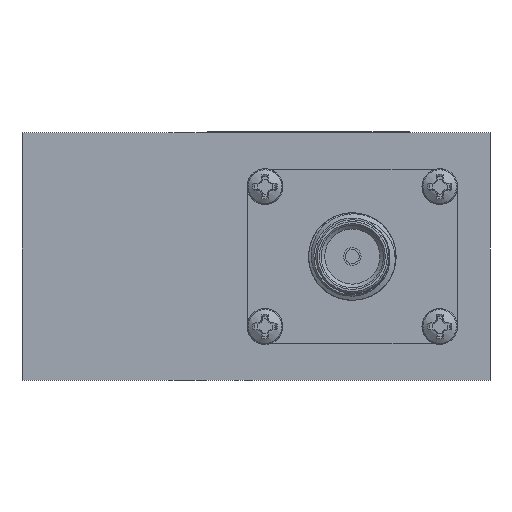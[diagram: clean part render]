
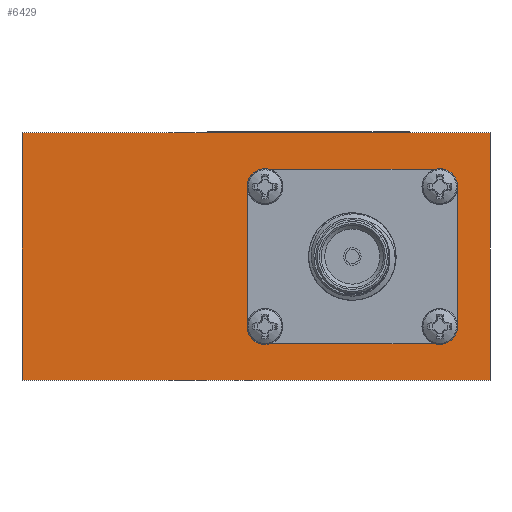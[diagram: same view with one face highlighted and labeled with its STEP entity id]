
A CAD part, left-side view. The second image highlights one B-rep face of the part: STEP entity #6429.
In plain terms, the highlighted planar face has unit normal (-1, 0, 0).
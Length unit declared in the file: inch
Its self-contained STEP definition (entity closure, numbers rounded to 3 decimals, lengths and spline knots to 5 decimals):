
#281 = FACE_BOUND ( 'NONE', #5263, .T. ) ;
#284 = CARTESIAN_POINT ( 'NONE',  ( -0.62992, 0.66929, -0.35433 ) ) ;
#301 = EDGE_CURVE ( 'NONE', #9683, #9142, #2535, .T. ) ;
#337 = LINE ( 'NONE', #11142, #6761 ) ;
#412 = CARTESIAN_POINT ( 'NONE',  ( -0.62992, -0.52559, 0.2 ) ) ;
#585 = CARTESIAN_POINT ( 'NONE',  ( -0.62992, -0.66929, -0.35433 ) ) ;
#710 = VERTEX_POINT ( 'NONE', #7928 ) ;
#738 = LINE ( 'NONE', #11059, #2313 ) ;
#846 = VERTEX_POINT ( 'NONE', #4280 ) ;
#864 = VERTEX_POINT ( 'NONE', #10068 ) ;
#930 = DIRECTION ( 'NONE',  ( 0., 1., 0. ) ) ;
#973 = CIRCLE ( 'NONE', #10608, 0.05 ) ;
#1030 = DIRECTION ( 'NONE',  ( 1., 0., 0. ) ) ;
#1267 = CARTESIAN_POINT ( 'NONE',  ( -0.62992, 0.66929, 0.35433 ) ) ;
#1286 = CARTESIAN_POINT ( 'NONE',  ( -0.62992, -0.52559, -0.2 ) ) ;
#1348 = VECTOR ( 'NONE', #2697, 39.37008 ) ;
#1501 = DIRECTION ( 'NONE',  ( 1., 0., 0. ) ) ;
#1593 = DIRECTION ( 'NONE',  ( 0., -1., 0. ) ) ;
#1770 = VECTOR ( 'NONE', #930, 39.37008 ) ;
#1859 = CARTESIAN_POINT ( 'NONE',  ( -0.62992, 0.02441, -0.25 ) ) ;
#1924 = VERTEX_POINT ( 'NONE', #284 ) ;
#2313 = VECTOR ( 'NONE', #2456, 39.37008 ) ;
#2327 = ORIENTED_EDGE ( 'NONE', *, *, #4594, .F. ) ;
#2456 = DIRECTION ( 'NONE',  ( 0., 0., -1. ) ) ;
#2473 = LINE ( 'NONE', #585, #7405 ) ;
#2535 = CIRCLE ( 'NONE', #9546, 0.05 ) ;
#2553 = VECTOR ( 'NONE', #6586, 39.37008 ) ;
#2697 = DIRECTION ( 'NONE',  ( 0., 0., -1. ) ) ;
#2758 = CARTESIAN_POINT ( 'NONE',  ( -0.62992, 0.02441, -0.25 ) ) ;
#3569 = CARTESIAN_POINT ( 'NONE',  ( -0.62992, -0.52559, 0.25 ) ) ;
#3767 = AXIS2_PLACEMENT_3D ( 'NONE', #412, #5254, #6200 ) ;
#3991 = CARTESIAN_POINT ( 'NONE',  ( -0.62992, -0.57559, 0.2 ) ) ;
#4017 = ORIENTED_EDGE ( 'NONE', *, *, #5826, .T. ) ;
#4049 = EDGE_CURVE ( 'NONE', #864, #10280, #11382, .T. ) ;
#4061 = EDGE_CURVE ( 'NONE', #10145, #5593, #9191, .T. ) ;
#4181 = DIRECTION ( 'NONE',  ( 1., 0., 0. ) ) ;
#4280 = CARTESIAN_POINT ( 'NONE',  ( -0.62992, 0.66929, 0.35433 ) ) ;
#4594 = EDGE_CURVE ( 'NONE', #846, #6550, #8049, .T. ) ;
#4625 = ORIENTED_EDGE ( 'NONE', *, *, #11795, .F. ) ;
#4746 = LINE ( 'NONE', #1859, #8872 ) ;
#4860 = DIRECTION ( 'NONE',  ( 0., 1., 0. ) ) ;
#4881 = EDGE_CURVE ( 'NONE', #710, #7229, #973, .T. ) ;
#5027 = ORIENTED_EDGE ( 'NONE', *, *, #11727, .T. ) ;
#5249 = ORIENTED_EDGE ( 'NONE', *, *, #8876, .F. ) ;
#5254 = DIRECTION ( 'NONE',  ( 1., 0., 0. ) ) ;
#5263 = EDGE_LOOP ( 'NONE', ( #8432, #6371, #8771, #6634, #7913, #10880, #4625, #10936 ) ) ;
#5593 = VERTEX_POINT ( 'NONE', #3991 ) ;
#5772 = LINE ( 'NONE', #10730, #1770 ) ;
#5826 = EDGE_CURVE ( 'NONE', #1924, #7636, #2473, .T. ) ;
#5975 = AXIS2_PLACEMENT_3D ( 'NONE', #7326, #8139, #12034 ) ;
#5985 = EDGE_CURVE ( 'NONE', #10145, #7229, #5772, .T. ) ;
#6007 = CARTESIAN_POINT ( 'NONE',  ( -0.62992, -0.66929, 0.35433 ) ) ;
#6194 = VECTOR ( 'NONE', #7044, 39.37008 ) ;
#6200 = DIRECTION ( 'NONE',  ( 0., 1., 0. ) ) ;
#6371 = ORIENTED_EDGE ( 'NONE', *, *, #4061, .T. ) ;
#6429 = ADVANCED_FACE ( 'NONE', ( #10035, #281 ), #9775, .F. ) ;
#6550 = VERTEX_POINT ( 'NONE', #6007 ) ;
#6586 = DIRECTION ( 'NONE',  ( 0., 0., -1. ) ) ;
#6634 = ORIENTED_EDGE ( 'NONE', *, *, #301, .T. ) ;
#6638 = DIRECTION ( 'NONE',  ( 0., -1., 0. ) ) ;
#6761 = VECTOR ( 'NONE', #10082, 39.37008 ) ;
#7014 = CARTESIAN_POINT ( 'NONE',  ( -0.62992, -0.66929, 0.35433 ) ) ;
#7044 = DIRECTION ( 'NONE',  ( 0., -1., 0. ) ) ;
#7223 = DIRECTION ( 'NONE',  ( 0., 1., 0. ) ) ;
#7229 = VERTEX_POINT ( 'NONE', #10440 ) ;
#7326 = CARTESIAN_POINT ( 'NONE',  ( -0.62992, -0.02559, -0.2 ) ) ;
#7405 = VECTOR ( 'NONE', #1593, 39.37008 ) ;
#7636 = VERTEX_POINT ( 'NONE', #12405 ) ;
#7913 = ORIENTED_EDGE ( 'NONE', *, *, #10728, .F. ) ;
#7928 = CARTESIAN_POINT ( 'NONE',  ( -0.62992, 0.02441, 0.2 ) ) ;
#8049 = LINE ( 'NONE', #9932, #6194 ) ;
#8139 = DIRECTION ( 'NONE',  ( 1., 0., 0. ) ) ;
#8432 = ORIENTED_EDGE ( 'NONE', *, *, #5985, .F. ) ;
#8771 = ORIENTED_EDGE ( 'NONE', *, *, #11408, .F. ) ;
#8776 = CARTESIAN_POINT ( 'NONE',  ( -0.62992, -0.52559, -0.25 ) ) ;
#8872 = VECTOR ( 'NONE', #6638, 39.37008 ) ;
#8876 = EDGE_CURVE ( 'NONE', #6550, #7636, #738, .T. ) ;
#9142 = VERTEX_POINT ( 'NONE', #8776 ) ;
#9191 = CIRCLE ( 'NONE', #3767, 0.05 ) ;
#9413 = AXIS2_PLACEMENT_3D ( 'NONE', #7014, #4181, #11900 ) ;
#9546 = AXIS2_PLACEMENT_3D ( 'NONE', #1286, #1030, #4860 ) ;
#9683 = VERTEX_POINT ( 'NONE', #12147 ) ;
#9775 = PLANE ( 'NONE',  #9413 ) ;
#9877 = LINE ( 'NONE', #1267, #1348 ) ;
#9932 = CARTESIAN_POINT ( 'NONE',  ( -0.62992, -0.66929, 0.35433 ) ) ;
#10035 = FACE_OUTER_BOUND ( 'NONE', #11650, .T. ) ;
#10068 = CARTESIAN_POINT ( 'NONE',  ( -0.62992, -0.02559, -0.25 ) ) ;
#10082 = DIRECTION ( 'NONE',  ( 0., 0., 1. ) ) ;
#10145 = VERTEX_POINT ( 'NONE', #3569 ) ;
#10280 = VERTEX_POINT ( 'NONE', #11479 ) ;
#10348 = LINE ( 'NONE', #2758, #2553 ) ;
#10440 = CARTESIAN_POINT ( 'NONE',  ( -0.62992, -0.02559, 0.25 ) ) ;
#10608 = AXIS2_PLACEMENT_3D ( 'NONE', #10855, #1501, #7223 ) ;
#10728 = EDGE_CURVE ( 'NONE', #864, #9142, #4746, .T. ) ;
#10730 = CARTESIAN_POINT ( 'NONE',  ( -0.62992, 0.02441, 0.25 ) ) ;
#10855 = CARTESIAN_POINT ( 'NONE',  ( -0.62992, -0.02559, 0.2 ) ) ;
#10880 = ORIENTED_EDGE ( 'NONE', *, *, #4049, .T. ) ;
#10936 = ORIENTED_EDGE ( 'NONE', *, *, #4881, .T. ) ;
#11059 = CARTESIAN_POINT ( 'NONE',  ( -0.62992, -0.66929, 0.35433 ) ) ;
#11142 = CARTESIAN_POINT ( 'NONE',  ( -0.62992, -0.57559, -0.25 ) ) ;
#11382 = CIRCLE ( 'NONE', #5975, 0.05 ) ;
#11408 = EDGE_CURVE ( 'NONE', #9683, #5593, #337, .T. ) ;
#11479 = CARTESIAN_POINT ( 'NONE',  ( -0.62992, 0.02441, -0.2 ) ) ;
#11650 = EDGE_LOOP ( 'NONE', ( #4017, #5249, #2327, #5027 ) ) ;
#11727 = EDGE_CURVE ( 'NONE', #846, #1924, #9877, .T. ) ;
#11795 = EDGE_CURVE ( 'NONE', #710, #10280, #10348, .T. ) ;
#11900 = DIRECTION ( 'NONE',  ( 0., 1., 0. ) ) ;
#12034 = DIRECTION ( 'NONE',  ( 0., 1., 0. ) ) ;
#12147 = CARTESIAN_POINT ( 'NONE',  ( -0.62992, -0.57559, -0.2 ) ) ;
#12405 = CARTESIAN_POINT ( 'NONE',  ( -0.62992, -0.66929, -0.35433 ) ) ;
